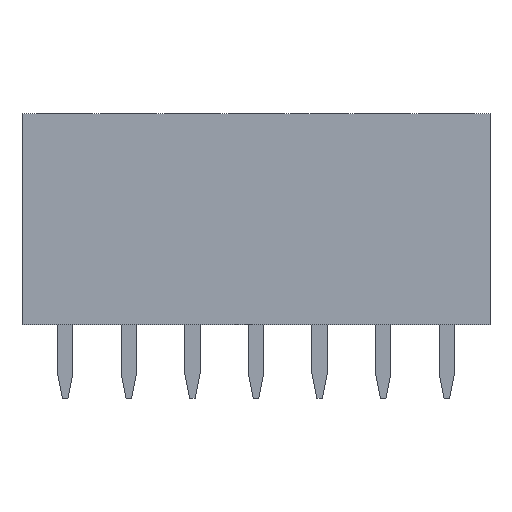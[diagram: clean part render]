
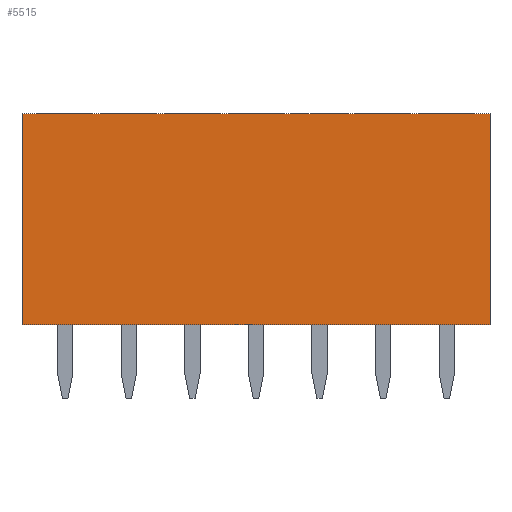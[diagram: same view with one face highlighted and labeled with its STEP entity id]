
A CAD part, front view. The second image highlights one B-rep face of the part: STEP entity #5515.
In plain terms, the highlighted planar face has unit normal (0, -1, 0).
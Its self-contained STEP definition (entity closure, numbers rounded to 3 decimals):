
#172=FACE_OUTER_BOUND('',#441,.T.);
#441=EDGE_LOOP('',(#4035,#4036,#4037,#4038));
#683=LINE('',#7453,#1435);
#995=LINE('',#8072,#1747);
#998=LINE('',#8078,#1750);
#999=LINE('',#8079,#1751);
#1435=VECTOR('',#6124,10.);
#1747=VECTOR('',#6648,10.);
#1750=VECTOR('',#6653,10.);
#1751=VECTOR('',#6654,10.);
#2151=VERTEX_POINT('',#7450);
#2152=VERTEX_POINT('',#7452);
#2353=VERTEX_POINT('',#8071);
#2355=VERTEX_POINT('',#8077);
#2679=EDGE_CURVE('',#2152,#2151,#683,.T.);
#2991=EDGE_CURVE('',#2353,#2152,#995,.T.);
#2994=EDGE_CURVE('',#2151,#2355,#998,.T.);
#2995=EDGE_CURVE('',#2355,#2353,#999,.T.);
#4035=ORIENTED_EDGE('',*,*,#2994,.T.);
#4036=ORIENTED_EDGE('',*,*,#2995,.T.);
#4037=ORIENTED_EDGE('',*,*,#2991,.T.);
#4038=ORIENTED_EDGE('',*,*,#2679,.T.);
#4969=PLANE('',#5811);
#5515=ADVANCED_FACE('',(#172),#4969,.T.);
#5811=AXIS2_PLACEMENT_3D('',#8076,#6651,#6652);
#6124=DIRECTION('',(0.,0.,1.));
#6648=DIRECTION('',(1.,0.,0.));
#6651=DIRECTION('center_axis',(0.,-1.,0.));
#6652=DIRECTION('ref_axis',(0.,0.,-1.));
#6653=DIRECTION('',(-1.,0.,0.));
#6654=DIRECTION('',(0.,0.,-1.));
#7450=CARTESIAN_POINT('',(1.725,-1.21,8.43));
#7452=CARTESIAN_POINT('',(1.725,-1.21,0.));
#7453=CARTESIAN_POINT('',(1.725,-1.21,0.));
#8071=CARTESIAN_POINT('',(-16.965,-1.21,0.));
#8072=CARTESIAN_POINT('',(-14.425,-1.21,0.));
#8076=CARTESIAN_POINT('Origin',(-15.24,-1.21,4.215));
#8077=CARTESIAN_POINT('',(-16.965,-1.21,8.43));
#8078=CARTESIAN_POINT('',(-13.515,-1.21,8.43));
#8079=CARTESIAN_POINT('',(-16.965,-1.21,8.43));
